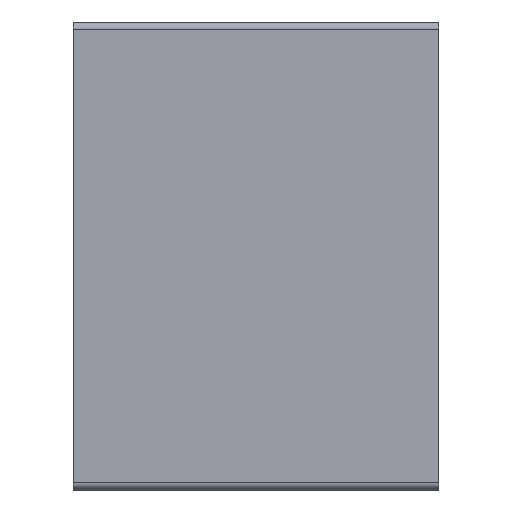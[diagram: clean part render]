
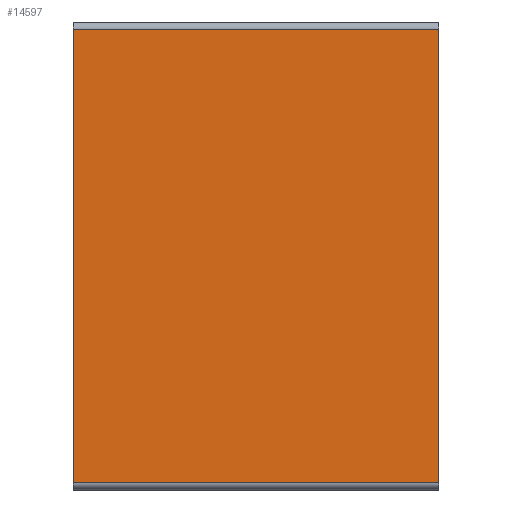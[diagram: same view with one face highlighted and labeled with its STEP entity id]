
A CAD part, left-side view. The second image highlights one B-rep face of the part: STEP entity #14597.
In plain terms, the highlighted planar face has unit normal (-1, 0, 0).
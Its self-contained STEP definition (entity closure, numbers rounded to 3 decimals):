
#14597 = ADVANCED_FACE('',(#14598),#14612,.T.);
#14598 = FACE_BOUND('',#14599,.T.);
#14599 = EDGE_LOOP('',(#14600,#14623,#14639,#14655));
#14600 = ORIENTED_EDGE('',*,*,#14601,.T.);
#14601 = EDGE_CURVE('',#14602,#14604,#14606,.T.);
#14602 = VERTEX_POINT('',#14603);
#14603 = CARTESIAN_POINT('',(-25.,0.,-15.5));
#14604 = VERTEX_POINT('',#14605);
#14605 = CARTESIAN_POINT('',(-25.,0.,15.5));
#14606 = SURFACE_CURVE('',#14607,(#14611),.PCURVE_S1.);
#14607 = LINE('',#14608,#14609);
#14608 = CARTESIAN_POINT('',(-25.,0.,-15.5));
#14609 = VECTOR('',#14610,1.);
#14610 = DIRECTION('',(0.,0.,1.));
#14611 = PCURVE('',#14612,#14617);
#14612 = PLANE('',#14613);
#14613 = AXIS2_PLACEMENT_3D('',#14614,#14615,#14616);
#14614 = CARTESIAN_POINT('',(-25.,0.,0.));
#14615 = DIRECTION('',(-1.,0.,0.));
#14616 = DIRECTION('',(0.,0.,-1.));
#14617 = DEFINITIONAL_REPRESENTATION('',(#14618),#14622);
#14618 = LINE('',#14619,#14620);
#14619 = CARTESIAN_POINT('',(15.5,0.));
#14620 = VECTOR('',#14621,1.);
#14621 = DIRECTION('',(-1.,-0.));
#14622 = ( GEOMETRIC_REPRESENTATION_CONTEXT(2) 
PARAMETRIC_REPRESENTATION_CONTEXT() REPRESENTATION_CONTEXT('2D SPACE',''
  ) );
#14623 = ORIENTED_EDGE('',*,*,#14624,.T.);
#14624 = EDGE_CURVE('',#14604,#14625,#14627,.T.);
#14625 = VERTEX_POINT('',#14626);
#14626 = CARTESIAN_POINT('',(-25.,25.,15.5));
#14627 = SURFACE_CURVE('',#14628,(#14632),.PCURVE_S1.);
#14628 = LINE('',#14629,#14630);
#14629 = CARTESIAN_POINT('',(-25.,0.,15.5));
#14630 = VECTOR('',#14631,1.);
#14631 = DIRECTION('',(0.,1.,0.));
#14632 = PCURVE('',#14612,#14633);
#14633 = DEFINITIONAL_REPRESENTATION('',(#14634),#14638);
#14634 = LINE('',#14635,#14636);
#14635 = CARTESIAN_POINT('',(-15.5,-0.));
#14636 = VECTOR('',#14637,1.);
#14637 = DIRECTION('',(0.,-1.));
#14638 = ( GEOMETRIC_REPRESENTATION_CONTEXT(2) 
PARAMETRIC_REPRESENTATION_CONTEXT() REPRESENTATION_CONTEXT('2D SPACE',''
  ) );
#14639 = ORIENTED_EDGE('',*,*,#14640,.T.);
#14640 = EDGE_CURVE('',#14625,#14641,#14643,.T.);
#14641 = VERTEX_POINT('',#14642);
#14642 = CARTESIAN_POINT('',(-25.,25.,-15.5));
#14643 = SURFACE_CURVE('',#14644,(#14648),.PCURVE_S1.);
#14644 = LINE('',#14645,#14646);
#14645 = CARTESIAN_POINT('',(-25.,25.,15.5));
#14646 = VECTOR('',#14647,1.);
#14647 = DIRECTION('',(0.,0.,-1.));
#14648 = PCURVE('',#14612,#14649);
#14649 = DEFINITIONAL_REPRESENTATION('',(#14650),#14654);
#14650 = LINE('',#14651,#14652);
#14651 = CARTESIAN_POINT('',(-15.5,-25.));
#14652 = VECTOR('',#14653,1.);
#14653 = DIRECTION('',(1.,0.));
#14654 = ( GEOMETRIC_REPRESENTATION_CONTEXT(2) 
PARAMETRIC_REPRESENTATION_CONTEXT() REPRESENTATION_CONTEXT('2D SPACE',''
  ) );
#14655 = ORIENTED_EDGE('',*,*,#14656,.T.);
#14656 = EDGE_CURVE('',#14641,#14602,#14657,.T.);
#14657 = SURFACE_CURVE('',#14658,(#14662),.PCURVE_S1.);
#14658 = LINE('',#14659,#14660);
#14659 = CARTESIAN_POINT('',(-25.,25.,-15.5));
#14660 = VECTOR('',#14661,1.);
#14661 = DIRECTION('',(0.,-1.,0.));
#14662 = PCURVE('',#14612,#14663);
#14663 = DEFINITIONAL_REPRESENTATION('',(#14664),#14668);
#14664 = LINE('',#14665,#14666);
#14665 = CARTESIAN_POINT('',(15.5,-25.));
#14666 = VECTOR('',#14667,1.);
#14667 = DIRECTION('',(0.,1.));
#14668 = ( GEOMETRIC_REPRESENTATION_CONTEXT(2) 
PARAMETRIC_REPRESENTATION_CONTEXT() REPRESENTATION_CONTEXT('2D SPACE',''
  ) );
